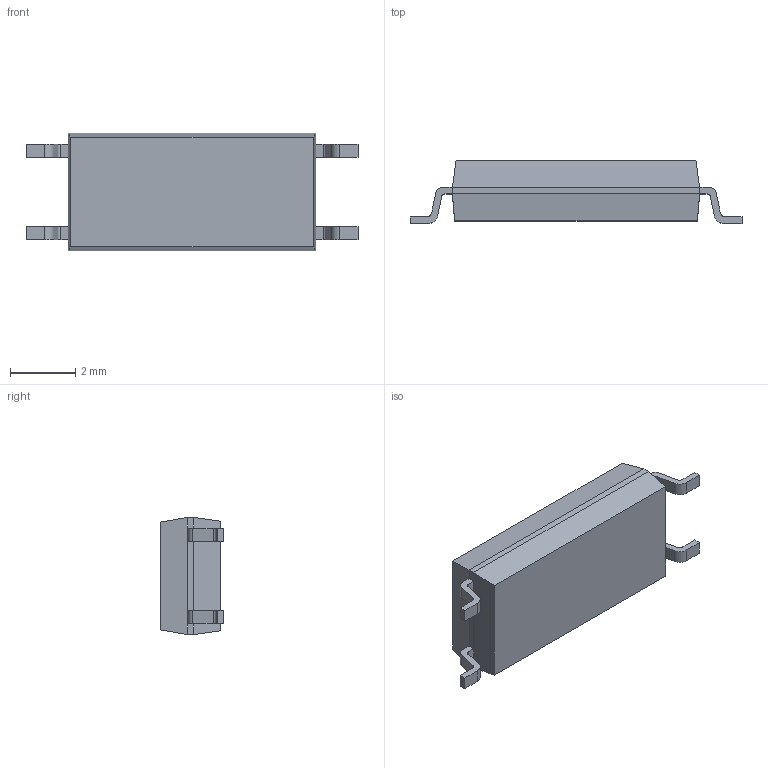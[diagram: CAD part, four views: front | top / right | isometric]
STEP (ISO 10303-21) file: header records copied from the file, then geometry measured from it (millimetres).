
FILE_DESCRIPTION (( 'STEP AP203' ), '1' );
FILE_NAME ('357L-4 PIN.STEP', '2014-09-26T10:06:38', ( 'demo' ), ( '' ), 'SwSTEP 2.0', 'SolidWorks 2010', '' );
FILE_SCHEMA (( 'CONFIG_CONTROL_DESIGN' ));
Length unit declared in the file: millimetre
Products named in the file (1): 357L-4 PIN
Bounding box: 10.2 x 1.94 x 3.6 mm (x, y, z)
Volume: 49.2 mm3; surface area: 100.6 mm2
Topology: 1 solids, 1 shells, 73 faces, 186 edges, 116 vertices
Faces by surface type: plane 55, cylinder 18
Entity records: 2241 total; most frequent: CARTESIAN_POINT 376, ORIENTED_EDGE 372, DIRECTION 370, EDGE_CURVE 186, VECTOR 150, LINE 150, VERTEX_POINT 116, AXIS2_PLACEMENT_3D 110
